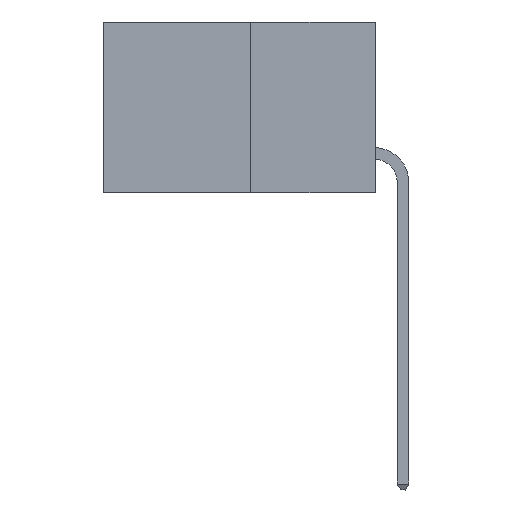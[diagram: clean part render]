
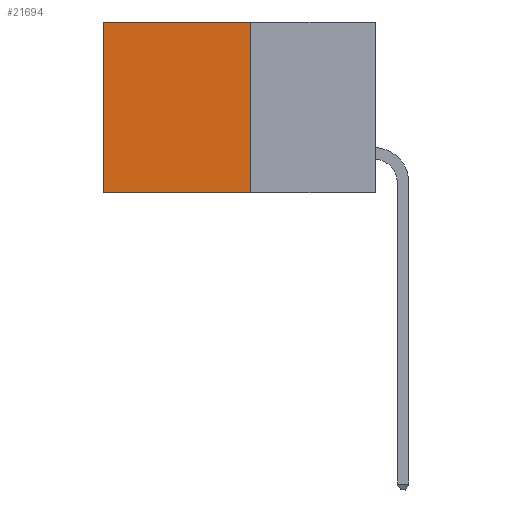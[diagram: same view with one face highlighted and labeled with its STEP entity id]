
A CAD part, left-side view. The second image highlights one B-rep face of the part: STEP entity #21694.
In plain terms, the highlighted planar face has unit normal (-1, 0, 0).
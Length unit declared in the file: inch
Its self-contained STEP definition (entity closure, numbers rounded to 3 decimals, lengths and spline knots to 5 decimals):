
#29 = ORIENTED_EDGE ( 'NONE', *, *, #4971, .T. ) ;
#1050 = ORIENTED_EDGE ( 'NONE', *, *, #3612, .F. ) ;
#1763 = DIRECTION ( 'NONE',  ( 0., 0., -1. ) ) ;
#3597 = ORIENTED_EDGE ( 'NONE', *, *, #22910, .T. ) ;
#3612 = EDGE_CURVE ( 'NONE', #16895, #4299, #25247, .T. ) ;
#3778 = VECTOR ( 'NONE', #18917, 39.37008 ) ;
#4299 = VERTEX_POINT ( 'NONE', #20068 ) ;
#4971 = EDGE_CURVE ( 'NONE', #19604, #4299, #30464, .T. ) ;
#6904 = AXIS2_PLACEMENT_3D ( 'NONE', #24185, #9355, #26649 ) ;
#6980 = VECTOR ( 'NONE', #10588, 39.37008 ) ;
#9247 = CARTESIAN_POINT ( 'NONE',  ( 0.277, 0.27, -0.37 ) ) ;
#9313 = VECTOR ( 'NONE', #1763, 39.37008 ) ;
#9355 = DIRECTION ( 'NONE',  ( 1., 0., 0. ) ) ;
#10588 = DIRECTION ( 'NONE',  ( 0., 0., -1. ) ) ;
#11168 = ORIENTED_EDGE ( 'NONE', *, *, #14014, .F. ) ;
#11990 = CARTESIAN_POINT ( 'NONE',  ( 0.277, 0.27, 0. ) ) ;
#12048 = VECTOR ( 'NONE', #16404, 39.37008 ) ;
#14014 = EDGE_CURVE ( 'NONE', #15712, #16895, #14270, .T. ) ;
#14270 = LINE ( 'NONE', #15439, #6980 ) ;
#15439 = CARTESIAN_POINT ( 'NONE',  ( 0.277, 0.27, -0.37 ) ) ;
#15712 = VERTEX_POINT ( 'NONE', #11990 ) ;
#16404 = DIRECTION ( 'NONE',  ( 0., 1., 0. ) ) ;
#16750 = CARTESIAN_POINT ( 'NONE',  ( 0.277, 0.27, -0.37 ) ) ;
#16895 = VERTEX_POINT ( 'NONE', #9247 ) ;
#18917 = DIRECTION ( 'NONE',  ( 0., 1., 0. ) ) ;
#19203 = PLANE ( 'NONE',  #6904 ) ;
#19604 = VERTEX_POINT ( 'NONE', #25357 ) ;
#20068 = CARTESIAN_POINT ( 'NONE',  ( 0.277, 0.59, -0.37 ) ) ;
#21694 = ADVANCED_FACE ( 'NONE', ( #22062 ), #19203, .F. ) ;
#22062 = FACE_OUTER_BOUND ( 'NONE', #23114, .T. ) ;
#22910 = EDGE_CURVE ( 'NONE', #15712, #19604, #24307, .T. ) ;
#23114 = EDGE_LOOP ( 'NONE', ( #29, #1050, #11168, #3597 ) ) ;
#23916 = CARTESIAN_POINT ( 'NONE',  ( 0.277, 0.59, -0.37 ) ) ;
#24185 = CARTESIAN_POINT ( 'NONE',  ( 0.277, 0.27, -0.37 ) ) ;
#24307 = LINE ( 'NONE', #31072, #3778 ) ;
#25247 = LINE ( 'NONE', #16750, #12048 ) ;
#25357 = CARTESIAN_POINT ( 'NONE',  ( 0.277, 0.59, 0. ) ) ;
#26649 = DIRECTION ( 'NONE',  ( 0., 0., -1. ) ) ;
#30464 = LINE ( 'NONE', #23916, #9313 ) ;
#31072 = CARTESIAN_POINT ( 'NONE',  ( 0.277, 0.27, 0. ) ) ;
